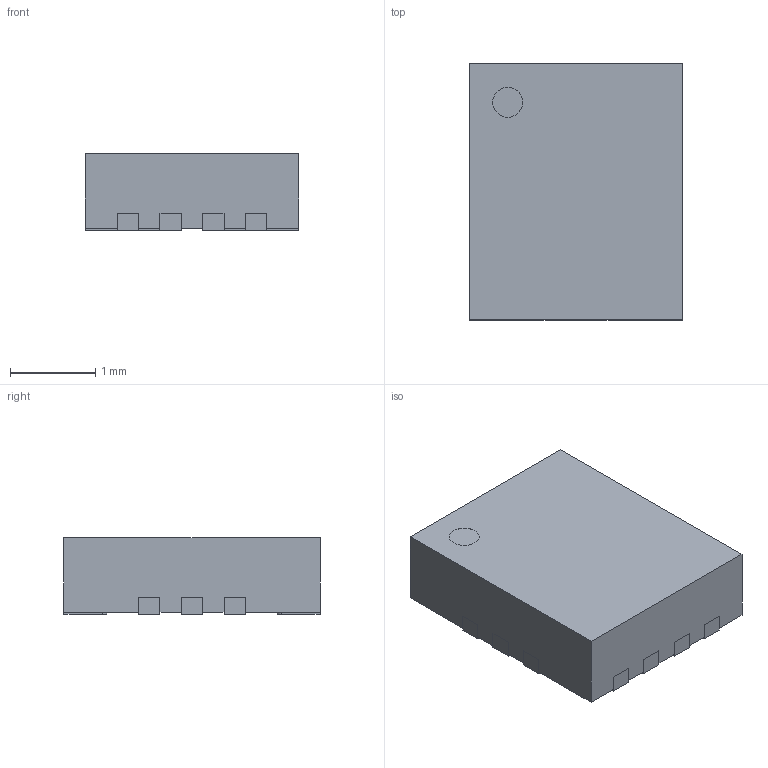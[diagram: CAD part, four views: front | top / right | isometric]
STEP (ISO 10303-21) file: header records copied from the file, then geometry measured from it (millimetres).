
FILE_DESCRIPTION(/* description */ ('STEP AP214'),/* implementation_level */ '2;1');
FILE_NAME(/* name */ 'MP6551GQB-Z.step',/* time_stamp */ '2025-04-07T16:24:58-07:00',/* author */ (''),/* organization */ (''),/* preprocessor_version */ 'ST-DEVELOPER v20.1',/* originating_system */ 'Autodesk Translation Framework v14.4.0.0',/* authorisation */ '');
FILE_SCHEMA (('AUTOMOTIVE_DESIGN { 1 0 10303 214 3 1 1 }'));
Length unit declared in the file: millimetre
Products named in the file (1): MP6551 (QFN-14, 2.5x3)
Bounding box: 2.5 x 3 x 0.9 mm (x, y, z)
Volume: 6.6 mm3; surface area: 38.1 mm2
Topology: 15 solids, 15 shells, 202 faces, 513 edges, 342 vertices
Faces by surface type: plane 149, cylinder 53
Full cylindrical faces by diameter (mm): 0.35 x1
Entity records: 6104 total; most frequent: CARTESIAN_POINT 1058, ORIENTED_EDGE 1026, DIRECTION 1025, EDGE_CURVE 513, LINE 407, VECTOR 407, VERTEX_POINT 342, AXIS2_PLACEMENT_3D 309
